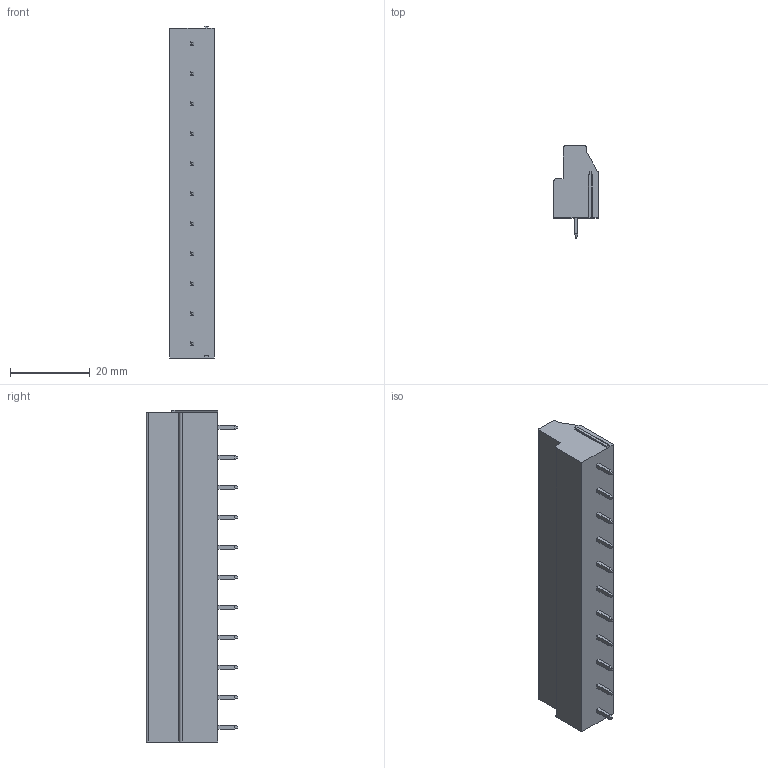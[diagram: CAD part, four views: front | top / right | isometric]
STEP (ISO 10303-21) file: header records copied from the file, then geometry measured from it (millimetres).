
FILE_DESCRIPTION((''),'2;1');
FILE_NAME('PRT0002','2024-10-21T',('sj'),(''),'PRO/ENGINEER BY PARAMETRIC TECHNOLOGY CORPORATION, 2013240','PRO/ENGINEER BY PARAMETRIC TECHNOLOGY CORPORATION, 2013240','');
FILE_SCHEMA(('AUTOMOTIVE_DESIGN_CC2 { 1 2 10303 214 -1 1 5 2 }'));
Length unit declared in the file: millimetre
Products named in the file (1): PRT0002
Bounding box: 11.2 x 23 x 83.1 mm (x, y, z)
Volume: 13637.7 mm3; surface area: 5656.7 mm2
Topology: 1 solids, 1 shells, 426 faces, 1017 edges, 626 vertices
Faces by surface type: plane 286, cylinder 74, cone 44, torus 22
Entity records: 12153 total; most frequent: CARTESIAN_POINT 2201, DIRECTION 2061, ORIENTED_EDGE 2034, EDGE_CURVE 1017, VECTOR 737, LINE 737, AXIS2_PLACEMENT_3D 662, VERTEX_POINT 626
